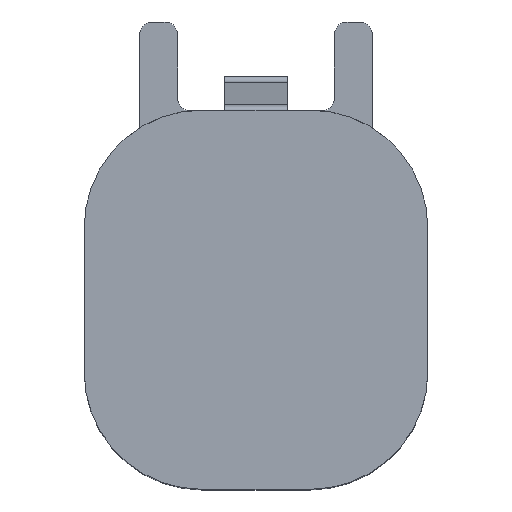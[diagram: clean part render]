
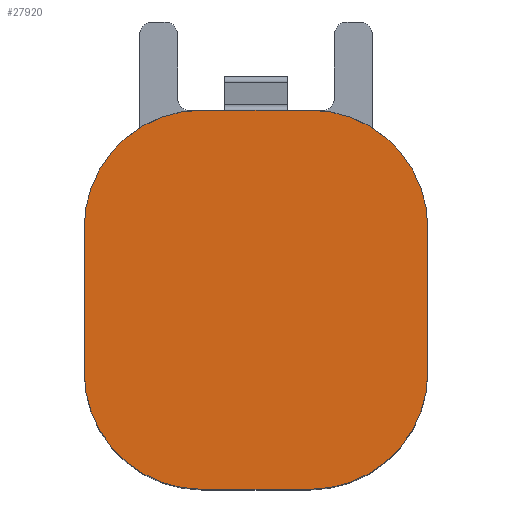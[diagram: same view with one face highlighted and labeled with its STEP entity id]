
A CAD part, top view. The second image highlights one B-rep face of the part: STEP entity #27920.
In plain terms, the highlighted planar face has unit normal (0, 0, 1).
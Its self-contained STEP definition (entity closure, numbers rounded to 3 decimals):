
#4150=CARTESIAN_POINT('',(5.435,2.85,34.383));
#4160=VERTEX_POINT('',#4150);
#4240=CARTESIAN_POINT('',(5.435,-2.85,34.383));
#4250=VERTEX_POINT('',#4240);
#4280=CARTESIAN_POINT('',(5.435,-1.281,
34.383));
#4290=DIRECTION('',(0.,1.,0.));
#4300=VECTOR('',#4290,1.);
#4310=LINE('',#4280,#4300);
#4320=EDGE_CURVE('',#4250,#4160,#4310,.T.);
#7130=CARTESIAN_POINT('',(-3.515,7.5,34.368));
#7140=VERTEX_POINT('',#7130);
#7170=CARTESIAN_POINT('',(-3.515,2.85,34.368));
#7180=DIRECTION('',(0.002,0.,-1.));
#7190=DIRECTION('',(0.,-1.,-0.));
#7200=AXIS2_PLACEMENT_3D('',#7170,#7180,#7190);
#7210=CIRCLE('',#7200,4.65);
#7220=CARTESIAN_POINT('',(-8.165,2.85,34.36));
#7230=VERTEX_POINT('',#7220);
#7240=EDGE_CURVE('',#7230,#7140,#7210,.T.);
#8940=CARTESIAN_POINT('',(-8.165,-2.85,34.36));
#8950=VERTEX_POINT('',#8940);
#9050=CARTESIAN_POINT('',(-8.165,-1.281,
34.36));
#9060=DIRECTION('',(0.,1.,0.));
#9070=VECTOR('',#9060,1.);
#9080=LINE('',#9050,#9070);
#9090=EDGE_CURVE('',#8950,#7230,#9080,.T.);
#9690=CARTESIAN_POINT('',(0.785,-7.5,34.375));
#9700=VERTEX_POINT('',#9690);
#9730=CARTESIAN_POINT('',(0.785,-2.85,34.375));
#9740=DIRECTION('',(-0.002,0.,1.));
#9750=DIRECTION('',(0.,1.,0.));
#9760=AXIS2_PLACEMENT_3D('',#9730,#9740,#9750);
#9770=CIRCLE('',#9760,4.65);
#9780=EDGE_CURVE('',#9700,#4250,#9770,.T.);
#11910=CARTESIAN_POINT('',(-3.515,-7.5,34.368));
#11920=VERTEX_POINT('',#11910);
#11950=CARTESIAN_POINT('',(-5.695,-7.5,34.364));
#11960=DIRECTION('',(-1.,0.,-0.002));
#11970=VECTOR('',#11960,1.);
#11980=LINE('',#11950,#11970);
#11990=EDGE_CURVE('',#9700,#11920,#11980,.T.);
#12110=CARTESIAN_POINT('',(-3.515,-2.85,34.368));
#12120=DIRECTION('',(0.002,0.,-1.));
#12130=DIRECTION('',(0.,-1.,-0.));
#12140=AXIS2_PLACEMENT_3D('',#12110,#12120,#12130);
#12150=CIRCLE('',#12140,4.65);
#12160=EDGE_CURVE('',#11920,#8950,#12150,.T.);
#12880=CARTESIAN_POINT('',(0.785,2.85,34.375));
#12890=DIRECTION('',(0.002,0.,-1.));
#12900=DIRECTION('',(0.,-1.,-0.));
#12910=AXIS2_PLACEMENT_3D('',#12880,#12890,#12900);
#12920=CIRCLE('',#12910,4.65);
#12930=CARTESIAN_POINT('',(0.785,7.5,34.375));
#12940=VERTEX_POINT('',#12930);
#12950=EDGE_CURVE('',#12940,#4160,#12920,.T.);
#21850=CARTESIAN_POINT('',(-5.695,7.5,34.364));
#21860=DIRECTION('',(1.,0.,0.002));
#21870=VECTOR('',#21860,1.);
#21880=LINE('',#21850,#21870);
#21890=EDGE_CURVE('',#7140,#12940,#21880,.T.);
#27770=CARTESIAN_POINT('',(2.678,-3.554,
34.378));
#27780=DIRECTION('',(-0.002,0.,
1.));
#27790=DIRECTION('',(1.,0.,
0.002));
#27800=AXIS2_PLACEMENT_3D('',#27770,#27780,#27790);
#27810=PLANE('',#27800);
#27820=ORIENTED_EDGE('',*,*,#21890,.F.);
#27830=ORIENTED_EDGE('',*,*,#12950,.F.);
#27840=ORIENTED_EDGE('',*,*,#4320,.T.);
#27850=ORIENTED_EDGE('',*,*,#9780,.T.);
#27860=ORIENTED_EDGE('',*,*,#11990,.F.);
#27870=ORIENTED_EDGE('',*,*,#12160,.F.);
#27880=ORIENTED_EDGE('',*,*,#9090,.F.);
#27890=ORIENTED_EDGE('',*,*,#7240,.F.);
#27900=EDGE_LOOP('',(#27890,#27880,#27870,#27860,#27850,#27840,#27830,
#27820));
#27910=FACE_OUTER_BOUND('',#27900,.T.);
#27920=ADVANCED_FACE('',(#27910),#27810,.T.);
